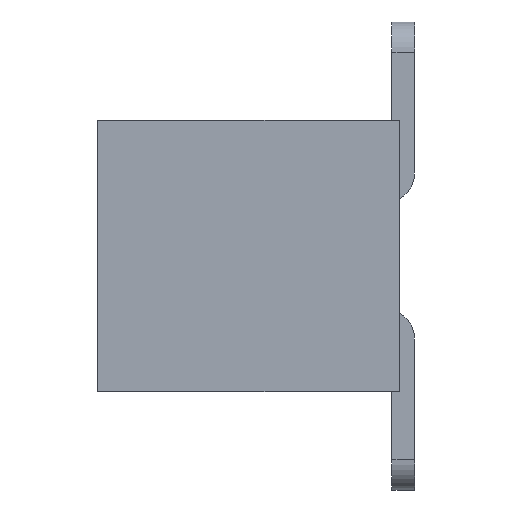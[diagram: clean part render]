
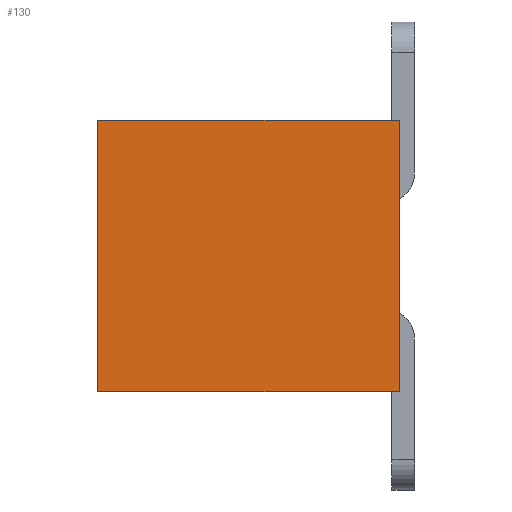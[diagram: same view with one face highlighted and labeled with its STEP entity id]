
A CAD part, left-side view. The second image highlights one B-rep face of the part: STEP entity #130.
In plain terms, the highlighted planar face has unit normal (-1, 0, 0).
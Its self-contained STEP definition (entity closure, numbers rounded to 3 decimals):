
#130=ADVANCED_FACE('',(#492),#493,.T.);
#492=FACE_OUTER_BOUND('',#1155,.T.);
#493=PLANE('',#1156);
#1155=EDGE_LOOP('',(#2005,#2006,#2007,#2008));
#1156=AXIS2_PLACEMENT_3D('',#2009,#2010,#2011);
#2005=ORIENTED_EDGE('',*,*,#4545,.T.);
#2006=ORIENTED_EDGE('',*,*,#4597,.T.);
#2007=ORIENTED_EDGE('',*,*,#4632,.F.);
#2008=ORIENTED_EDGE('',*,*,#4663,.F.);
#2009=CARTESIAN_POINT('',(-3.375,0.0,-0.9));
#2010=DIRECTION('',(-1.0,0.0,0.0));
#2011=DIRECTION('',(0.0,0.0,1.0));
#4545=EDGE_CURVE('',#5450,#5448,#5451,.T.);
#4597=EDGE_CURVE('',#5448,#5542,#5544,.T.);
#4632=EDGE_CURVE('',#5601,#5542,#5603,.T.);
#4663=EDGE_CURVE('',#5450,#5601,#5656,.T.);
#5448=VERTEX_POINT('',#6924);
#5450=VERTEX_POINT('',#6927);
#5451=LINE('',#6928,#6929);
#5542=VERTEX_POINT('',#7070);
#5544=LINE('',#7073,#7074);
#5601=VERTEX_POINT('',#7164);
#5603=LINE('',#7167,#7168);
#5656=LINE('',#7251,#7252);
#6924=CARTESIAN_POINT('',(-3.375,0.0,0.9));
#6927=CARTESIAN_POINT('',(-3.375,0.0,-0.9));
#6928=CARTESIAN_POINT('',(-3.375,0.0,-0.9));
#6929=VECTOR('',#9094,1.8);
#7070=CARTESIAN_POINT('',(-3.375,2.0,0.9));
#7073=CARTESIAN_POINT('',(-3.375,0.0,0.9));
#7074=VECTOR('',#9146,2.0);
#7164=CARTESIAN_POINT('',(-3.375,2.0,-0.9));
#7167=CARTESIAN_POINT('',(-3.375,2.0,-0.9));
#7168=VECTOR('',#9181,1.8);
#7251=CARTESIAN_POINT('',(-3.375,0.0,-0.9));
#7252=VECTOR('',#9212,2.0);
#9094=DIRECTION('',(0.0,0.0,1.0));
#9146=DIRECTION('',(0.0,1.0,0.0));
#9181=DIRECTION('',(0.0,0.0,1.0));
#9212=DIRECTION('',(0.0,1.0,0.0));
